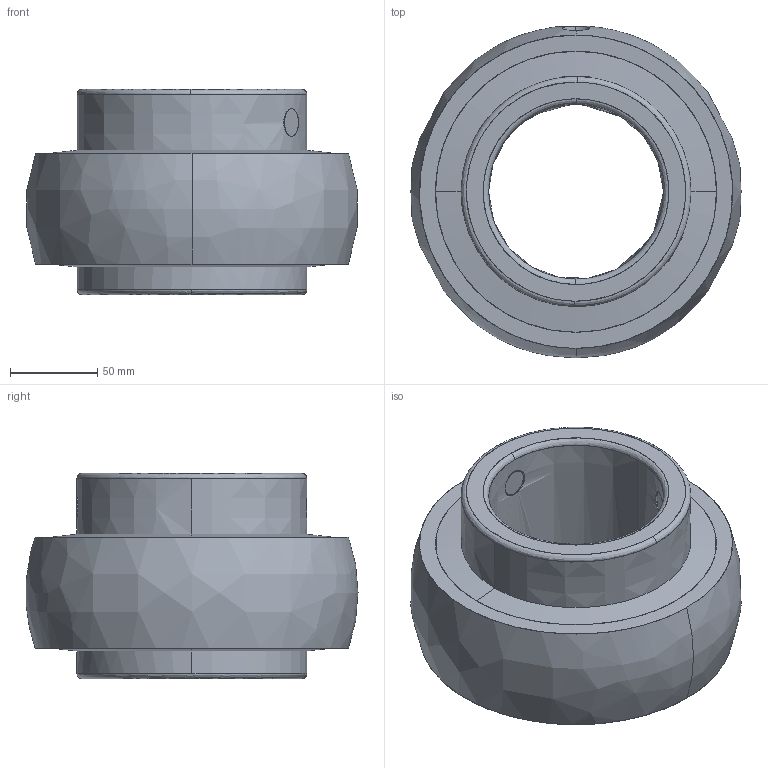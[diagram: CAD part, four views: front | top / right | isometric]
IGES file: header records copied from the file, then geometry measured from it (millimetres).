
Start section: SolidWorks IGES file using analytic representation for surfaces
Global section: file name: 3-DEFAU081373561435.igs; native system: SolidWorks 2017; preprocessor: SolidWorks 2017; author: partstream; date: 170813.070404; units: millimetre
Bounding box: 188.75 x 189.81 x 117.47 mm (x, y, z)
Surface area: 128795.9 mm2 (no closed solid volume)
Topology: 0 solids, 0 shells, 47 faces, 1162 edges, 1168 vertices
Faces by surface type: revolution 24, bspline 23
